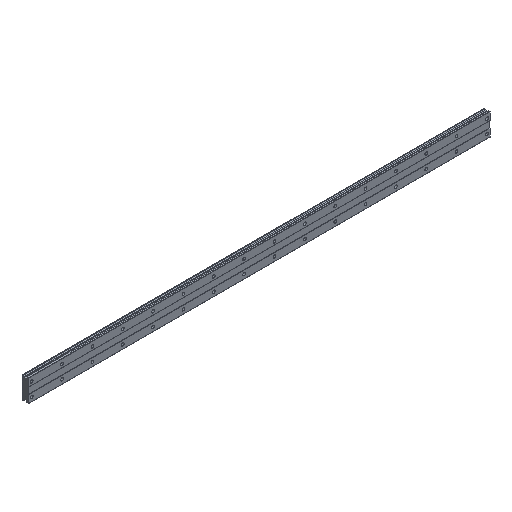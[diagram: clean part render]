
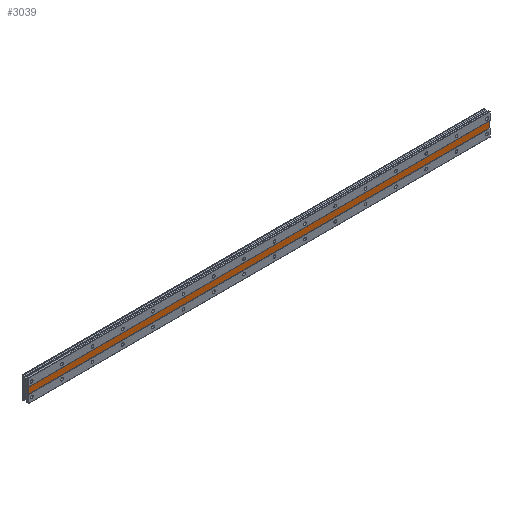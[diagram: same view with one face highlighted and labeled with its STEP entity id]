
A CAD part, isometric view. The second image highlights one B-rep face of the part: STEP entity #3039.
In plain terms, the highlighted planar face has unit normal (0, -1, 0).
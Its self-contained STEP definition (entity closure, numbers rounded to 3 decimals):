
#49 = EDGE_CURVE ( 'NONE', #5660, #2398, #1996, .T. ) ;
#113 = AXIS2_PLACEMENT_3D ( 'NONE', #5000, #4110, #5547 ) ;
#196 = LINE ( 'NONE', #3494, #4367 ) ;
#720 = VECTOR ( 'NONE', #1076, 1000. ) ;
#980 = LINE ( 'NONE', #1500, #720 ) ;
#1031 = EDGE_CURVE ( 'NONE', #1733, #2122, #3066, .T. ) ;
#1076 = DIRECTION ( 'NONE',  ( 0., 0., -1. ) ) ;
#1178 = CARTESIAN_POINT ( 'NONE',  ( 755., 0.5, 5. ) ) ;
#1271 = ORIENTED_EDGE ( 'NONE', *, *, #4119, .T. ) ;
#1500 = CARTESIAN_POINT ( 'NONE',  ( -5., 0.5, 18.34 ) ) ;
#1538 = CARTESIAN_POINT ( 'NONE',  ( 755., 0.5, -5. ) ) ;
#1598 = CARTESIAN_POINT ( 'NONE',  ( 755., 0.5, -5. ) ) ;
#1604 = ORIENTED_EDGE ( 'NONE', *, *, #1031, .F. ) ;
#1732 = CARTESIAN_POINT ( 'NONE',  ( 755., 0.5, 5. ) ) ;
#1733 = VERTEX_POINT ( 'NONE', #4359 ) ;
#1996 = LINE ( 'NONE', #1598, #3588 ) ;
#2076 = DIRECTION ( 'NONE',  ( 0., 0., -1. ) ) ;
#2122 = VERTEX_POINT ( 'NONE', #1178 ) ;
#2398 = VERTEX_POINT ( 'NONE', #1538 ) ;
#2495 = DIRECTION ( 'NONE',  ( 1., 0., 0. ) ) ;
#2748 = ORIENTED_EDGE ( 'NONE', *, *, #49, .T. ) ;
#3039 = ADVANCED_FACE ( 'NONE', ( #5057 ), #4082, .F. ) ;
#3066 = LINE ( 'NONE', #1732, #3400 ) ;
#3400 = VECTOR ( 'NONE', #5482, 1000. ) ;
#3494 = CARTESIAN_POINT ( 'NONE',  ( 755., 0.5, 18.34 ) ) ;
#3588 = VECTOR ( 'NONE', #2495, 1000. ) ;
#4082 = PLANE ( 'NONE',  #113 ) ;
#4110 = DIRECTION ( 'NONE',  ( 0., 1., 0. ) ) ;
#4119 = EDGE_CURVE ( 'NONE', #1733, #5660, #980, .T. ) ;
#4359 = CARTESIAN_POINT ( 'NONE',  ( -5., 0.5, 5. ) ) ;
#4367 = VECTOR ( 'NONE', #2076, 1000. ) ;
#4636 = EDGE_CURVE ( 'NONE', #2122, #2398, #196, .T. ) ;
#5000 = CARTESIAN_POINT ( 'NONE',  ( 755., 0.5, 5. ) ) ;
#5057 = FACE_OUTER_BOUND ( 'NONE', #5593, .T. ) ;
#5482 = DIRECTION ( 'NONE',  ( 1., 0., 0. ) ) ;
#5547 = DIRECTION ( 'NONE',  ( 0., 0., 1. ) ) ;
#5593 = EDGE_LOOP ( 'NONE', ( #2748, #5949, #1604, #1271 ) ) ;
#5660 = VERTEX_POINT ( 'NONE', #5766 ) ;
#5766 = CARTESIAN_POINT ( 'NONE',  ( -5., 0.5, -5. ) ) ;
#5949 = ORIENTED_EDGE ( 'NONE', *, *, #4636, .F. ) ;
